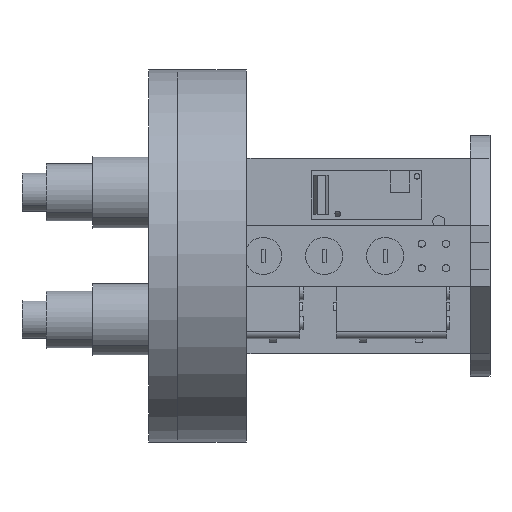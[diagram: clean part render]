
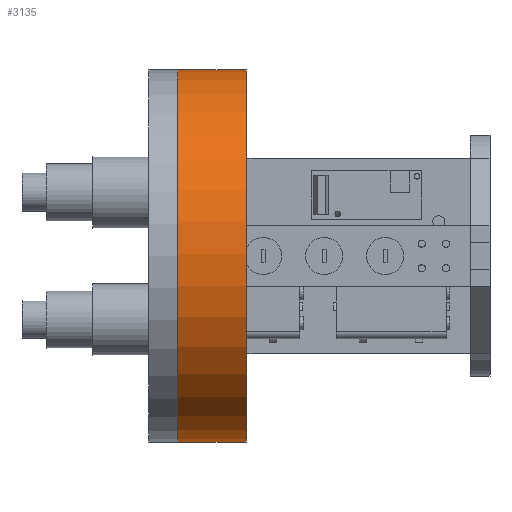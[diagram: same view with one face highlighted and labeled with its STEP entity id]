
A CAD part, front view. The second image highlights one B-rep face of the part: STEP entity #3135.
In plain terms, the highlighted cylindrical face has radius 76.29 mm (diameter 152.58 mm), a partial arc.
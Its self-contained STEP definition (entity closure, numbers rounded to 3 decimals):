
#20 = VERTEX_POINT ( 'NONE', #6296 ) ;
#1156 = DIRECTION ( 'NONE',  ( -1., 0., 0. ) ) ;
#2829 = CARTESIAN_POINT ( 'NONE',  ( 28., 0., -76.29 ) ) ;
#3135 = ADVANCED_FACE ( 'NONE', ( #18587 ), #6923, .T. ) ;
#3414 = ORIENTED_EDGE ( 'NONE', *, *, #18496, .F. ) ;
#4087 = CARTESIAN_POINT ( 'NONE',  ( 0., 0., -76.29 ) ) ;
#5150 = DIRECTION ( 'NONE',  ( 0., 0., -1. ) ) ;
#5715 = DIRECTION ( 'NONE',  ( 0., 0., 1. ) ) ;
#5757 = DIRECTION ( 'NONE',  ( -1., 0., 0. ) ) ;
#6296 = CARTESIAN_POINT ( 'NONE',  ( 0., 0., 76.29 ) ) ;
#6536 = ORIENTED_EDGE ( 'NONE', *, *, #9411, .F. ) ;
#6923 = CYLINDRICAL_SURFACE ( 'NONE', #18268, 76.29 ) ;
#7535 = DIRECTION ( 'NONE',  ( -1., 0., 0. ) ) ;
#7785 = VECTOR ( 'NONE', #5757, 1000. ) ;
#7956 = CIRCLE ( 'NONE', #11031, 76.29 ) ;
#8322 = CARTESIAN_POINT ( 'NONE',  ( 0., 0., 0. ) ) ;
#8458 = DIRECTION ( 'NONE',  ( 1., 0., 0. ) ) ;
#8722 = VERTEX_POINT ( 'NONE', #13531 ) ;
#8861 = CARTESIAN_POINT ( 'NONE',  ( 28., 0., 0. ) ) ;
#8895 = EDGE_CURVE ( 'NONE', #8722, #20, #12285, .T. ) ;
#9411 = EDGE_CURVE ( 'NONE', #8722, #21307, #20173, .T. ) ;
#10245 = DIRECTION ( 'NONE',  ( 0., 0., -1. ) ) ;
#10459 = EDGE_CURVE ( 'NONE', #20, #20782, #7956, .T. ) ;
#11031 = AXIS2_PLACEMENT_3D ( 'NONE', #8322, #8458, #5150 ) ;
#11893 = AXIS2_PLACEMENT_3D ( 'NONE', #8861, #20415, #10245 ) ;
#12285 = LINE ( 'NONE', #17315, #7785 ) ;
#13254 = VECTOR ( 'NONE', #1156, 1000. ) ;
#13531 = CARTESIAN_POINT ( 'NONE',  ( 28., 0., 76.29 ) ) ;
#15377 = CARTESIAN_POINT ( 'NONE',  ( 28., 0., -76.29 ) ) ;
#15767 = ORIENTED_EDGE ( 'NONE', *, *, #8895, .T. ) ;
#16033 = CARTESIAN_POINT ( 'NONE',  ( 28., 0., 0. ) ) ;
#16795 = ORIENTED_EDGE ( 'NONE', *, *, #10459, .T. ) ;
#17315 = CARTESIAN_POINT ( 'NONE',  ( 28., 0., 76.29 ) ) ;
#17608 = EDGE_LOOP ( 'NONE', ( #3414, #6536, #15767, #16795 ) ) ;
#17738 = LINE ( 'NONE', #2829, #13254 ) ;
#18268 = AXIS2_PLACEMENT_3D ( 'NONE', #16033, #7535, #5715 ) ;
#18496 = EDGE_CURVE ( 'NONE', #21307, #20782, #17738, .T. ) ;
#18587 = FACE_OUTER_BOUND ( 'NONE', #17608, .T. ) ;
#20173 = CIRCLE ( 'NONE', #11893, 76.29 ) ;
#20415 = DIRECTION ( 'NONE',  ( 1., 0., 0. ) ) ;
#20782 = VERTEX_POINT ( 'NONE', #4087 ) ;
#21307 = VERTEX_POINT ( 'NONE', #15377 ) ;
